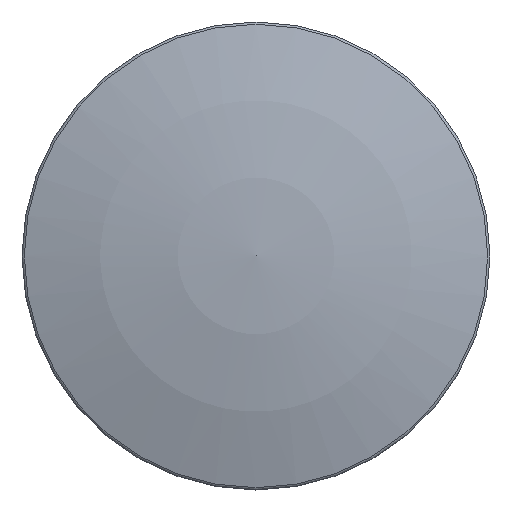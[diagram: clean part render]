
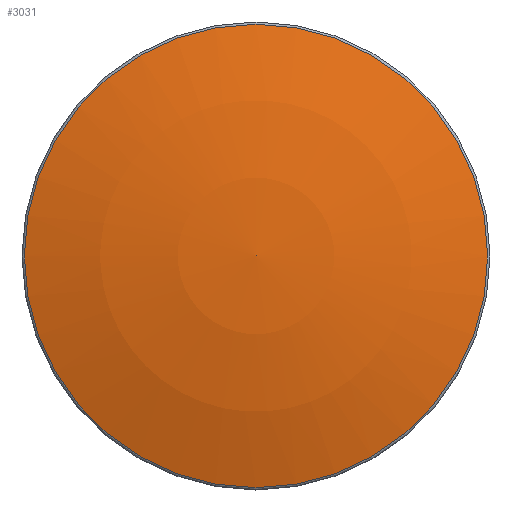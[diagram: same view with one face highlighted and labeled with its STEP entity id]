
A CAD part, top view. The second image highlights one B-rep face of the part: STEP entity #3031.
In plain terms, the highlighted spherical face has radius 122.549 mm.
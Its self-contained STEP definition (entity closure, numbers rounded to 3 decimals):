
#19=SPHERICAL_SURFACE('',#3369,122.549);
#959=ORIENTED_EDGE('',*,*,#1308,.T.);
#1308=EDGE_CURVE('',#1538,#1538,#1724,.F.);
#1538=VERTEX_POINT('',#5564);
#1724=CIRCLE('',#3370,35.796);
#1961=EDGE_LOOP('',(#959));
#2226=FACE_BOUND('',#1961,.T.);
#3031=ADVANCED_FACE('',(#2226),#19,.T.);
#3369=AXIS2_PLACEMENT_3D('',#5562,#4064,#4065);
#3370=AXIS2_PLACEMENT_3D('',#5563,#4066,#4067);
#4064=DIRECTION('',(0.,1.,0.));
#4065=DIRECTION('',(-1.,0.,0.));
#4066=DIRECTION('',(0.,-1.,0.));
#4067=DIRECTION('',(1.,0.,0.));
#5562=CARTESIAN_POINT('',(0.,-61.349,0.));
#5563=CARTESIAN_POINT('',(0.,55.856,0.));
#5564=CARTESIAN_POINT('',(35.796,55.856,0.));
